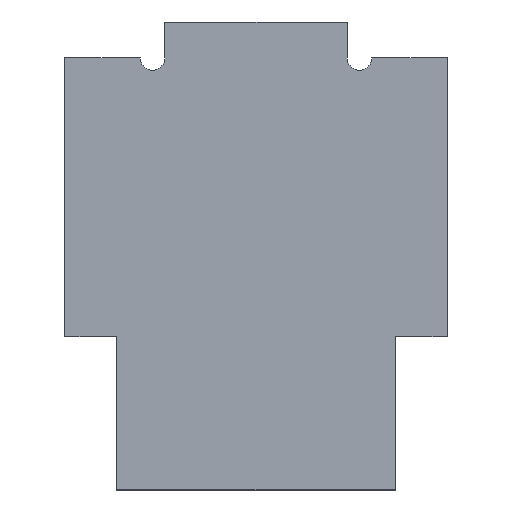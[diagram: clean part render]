
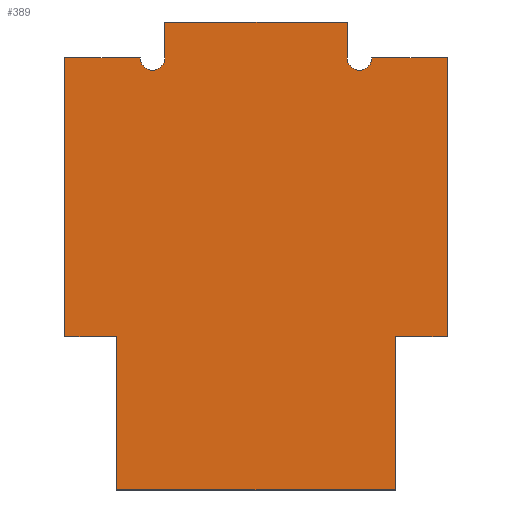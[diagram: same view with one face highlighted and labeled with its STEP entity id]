
A CAD part, top view. The second image highlights one B-rep face of the part: STEP entity #389.
In plain terms, the highlighted planar face has unit normal (0, 0, 1).
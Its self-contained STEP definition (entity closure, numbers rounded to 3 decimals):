
#3 = CARTESIAN_POINT ( 'NONE',  ( -13.08, 55., 0.41 ) ) ;
#8 = CARTESIAN_POINT ( 'NONE',  ( 0., 60.16, 0.41 ) ) ;
#13 = DIRECTION ( 'NONE',  ( 1., 0., 0. ) ) ;
#15 = VECTOR ( 'NONE', #13, 1000. ) ;
#17 = LINE ( 'NONE', #394, #90 ) ;
#18 = EDGE_CURVE ( 'NONE', #137, #147, #17, .T. ) ;
#22 = DIRECTION ( 'NONE',  ( 0., 0., 1. ) ) ;
#26 = CARTESIAN_POINT ( 'NONE',  ( 13.08, 55., 0.41 ) ) ;
#32 = DIRECTION ( 'NONE',  ( 0., 1., 0. ) ) ;
#36 = EDGE_CURVE ( 'NONE', #415, #157, #160, .T. ) ;
#39 = EDGE_CURVE ( 'NONE', #299, #313, #348, .T. ) ;
#41 = CARTESIAN_POINT ( 'NONE',  ( -27.45, 0., 0.41 ) ) ;
#49 = DIRECTION ( 'NONE',  ( 1., 0., 0. ) ) ;
#51 = EDGE_CURVE ( 'NONE', #449, #313, #283, .T. ) ;
#52 = CARTESIAN_POINT ( 'NONE',  ( 0., 55., 0.41 ) ) ;
#59 = DIRECTION ( 'NONE',  ( 1., 0., 0. ) ) ;
#71 = DIRECTION ( 'NONE',  ( 0., 1., 0. ) ) ;
#75 = CARTESIAN_POINT ( 'NONE',  ( 27.45, 15., 0.41 ) ) ;
#82 = EDGE_CURVE ( 'NONE', #271, #427, #305, .T. ) ;
#86 = CARTESIAN_POINT ( 'NONE',  ( 20., 0., 0.41 ) ) ;
#88 = ORIENTED_EDGE ( 'NONE', *, *, #153, .F. ) ;
#89 = DIRECTION ( 'NONE',  ( 1., 0., 0. ) ) ;
#90 = VECTOR ( 'NONE', #92, 1000. ) ;
#92 = DIRECTION ( 'NONE',  ( 1., 0., 0. ) ) ;
#99 = CARTESIAN_POINT ( 'NONE',  ( 0., -7.01, 0.41 ) ) ;
#108 = EDGE_CURVE ( 'NONE', #271, #415, #274, .T. ) ;
#112 = CARTESIAN_POINT ( 'NONE',  ( -20., 0., 0.41 ) ) ;
#113 = ORIENTED_EDGE ( 'NONE', *, *, #244, .F. ) ;
#115 = DIRECTION ( 'NONE',  ( 0., 1., 0. ) ) ;
#118 = DIRECTION ( 'NONE',  ( 1., 0., 0. ) ) ;
#123 = ORIENTED_EDGE ( 'NONE', *, *, #495, .T. ) ;
#129 = CARTESIAN_POINT ( 'NONE',  ( -20., -7.01, 0.41 ) ) ;
#137 = VERTEX_POINT ( 'NONE', #484 ) ;
#138 = CARTESIAN_POINT ( 'NONE',  ( -13.08, 60.16, 0.41 ) ) ;
#145 = ORIENTED_EDGE ( 'NONE', *, *, #353, .T. ) ;
#147 = VERTEX_POINT ( 'NONE', #152 ) ;
#148 = CARTESIAN_POINT ( 'NONE',  ( -27.45, 15., 0.41 ) ) ;
#152 = CARTESIAN_POINT ( 'NONE',  ( 27.45, 55., 0.41 ) ) ;
#153 = EDGE_CURVE ( 'NONE', #440, #449, #193, .T. ) ;
#157 = VERTEX_POINT ( 'NONE', #75 ) ;
#159 = CARTESIAN_POINT ( 'NONE',  ( -20., 15., 0.41 ) ) ;
#160 = LINE ( 'NONE', #226, #339 ) ;
#178 = VECTOR ( 'NONE', #187, 1000. ) ;
#187 = DIRECTION ( 'NONE',  ( 0., 1., 0. ) ) ;
#193 = LINE ( 'NONE', #285, #222 ) ;
#198 = EDGE_CURVE ( 'NONE', #534, #440, #328, .T. ) ;
#216 = VECTOR ( 'NONE', #115, 1000. ) ;
#222 = VECTOR ( 'NONE', #386, 1000. ) ;
#224 = DIRECTION ( 'NONE',  ( 0., 0., 1. ) ) ;
#226 = CARTESIAN_POINT ( 'NONE',  ( 0., 15., 0.41 ) ) ;
#229 = EDGE_CURVE ( 'NONE', #467, #534, #518, .T. ) ;
#231 = ORIENTED_EDGE ( 'NONE', *, *, #51, .F. ) ;
#232 = CARTESIAN_POINT ( 'NONE',  ( 20., -7.01, 0.41 ) ) ;
#237 = VERTEX_POINT ( 'NONE', #148 ) ;
#241 = CARTESIAN_POINT ( 'NONE',  ( -16.61, 55., 0.41 ) ) ;
#243 = CARTESIAN_POINT ( 'NONE',  ( -27.45, 55., 0.41 ) ) ;
#244 = EDGE_CURVE ( 'NONE', #427, #452, #523, .T. ) ;
#264 = CARTESIAN_POINT ( 'NONE',  ( 13.08, 0., 0.41 ) ) ;
#265 = CARTESIAN_POINT ( 'NONE',  ( 13.08, 60.16, 0.41 ) ) ;
#270 = DIRECTION ( 'NONE',  ( -1., 0., 0. ) ) ;
#271 = VERTEX_POINT ( 'NONE', #232 ) ;
#274 = LINE ( 'NONE', #86, #178 ) ;
#278 = CARTESIAN_POINT ( 'NONE',  ( 14.845, 55., 0.41 ) ) ;
#280 = AXIS2_PLACEMENT_3D ( 'NONE', #278, #224, #270 ) ;
#281 = CARTESIAN_POINT ( 'NONE',  ( 27.45, 0., 0.41 ) ) ;
#283 = LINE ( 'NONE', #8, #15 ) ;
#285 = CARTESIAN_POINT ( 'NONE',  ( -13.08, 0., 0.41 ) ) ;
#294 = ORIENTED_EDGE ( 'NONE', *, *, #229, .F. ) ;
#297 = DIRECTION ( 'NONE',  ( 0., 1., 0. ) ) ;
#299 = VERTEX_POINT ( 'NONE', #26 ) ;
#301 = AXIS2_PLACEMENT_3D ( 'NONE', #524, #571, #49 ) ;
#303 = VECTOR ( 'NONE', #437, 1000. ) ;
#304 = FACE_OUTER_BOUND ( 'NONE', #344, .T. ) ;
#305 = LINE ( 'NONE', #99, #303 ) ;
#307 = LINE ( 'NONE', #281, #537 ) ;
#313 = VERTEX_POINT ( 'NONE', #265 ) ;
#328 = CIRCLE ( 'NONE', #418, 1.765 ) ;
#335 = LINE ( 'NONE', #446, #504 ) ;
#339 = VECTOR ( 'NONE', #59, 1000. ) ;
#344 = EDGE_LOOP ( 'NONE', ( #492, #464, #409, #123, #431, #406, #490, #231, #88, #402, #294, #547, #145, #113 ) ) ;
#348 = LINE ( 'NONE', #264, #216 ) ;
#353 = EDGE_CURVE ( 'NONE', #237, #452, #335, .T. ) ;
#386 = DIRECTION ( 'NONE',  ( 0., 1., 0. ) ) ;
#389 = ADVANCED_FACE ( 'NONE', ( #304 ), #551, .T. ) ;
#394 = CARTESIAN_POINT ( 'NONE',  ( 0., 55., 0.41 ) ) ;
#399 = CIRCLE ( 'NONE', #280, 1.765 ) ;
#402 = ORIENTED_EDGE ( 'NONE', *, *, #198, .F. ) ;
#406 = ORIENTED_EDGE ( 'NONE', *, *, #472, .F. ) ;
#409 = ORIENTED_EDGE ( 'NONE', *, *, #36, .T. ) ;
#415 = VERTEX_POINT ( 'NONE', #488 ) ;
#418 = AXIS2_PLACEMENT_3D ( 'NONE', #544, #22, #118 ) ;
#427 = VERTEX_POINT ( 'NONE', #129 ) ;
#430 = VECTOR ( 'NONE', #89, 1000. ) ;
#431 = ORIENTED_EDGE ( 'NONE', *, *, #18, .F. ) ;
#437 = DIRECTION ( 'NONE',  ( -1., 0., 0. ) ) ;
#440 = VERTEX_POINT ( 'NONE', #3 ) ;
#445 = DIRECTION ( 'NONE',  ( 1., 0., 0. ) ) ;
#446 = CARTESIAN_POINT ( 'NONE',  ( 0., 15., 0.41 ) ) ;
#449 = VERTEX_POINT ( 'NONE', #138 ) ;
#452 = VERTEX_POINT ( 'NONE', #159 ) ;
#464 = ORIENTED_EDGE ( 'NONE', *, *, #108, .T. ) ;
#467 = VERTEX_POINT ( 'NONE', #243 ) ;
#469 = LINE ( 'NONE', #41, #474 ) ;
#472 = EDGE_CURVE ( 'NONE', #299, #137, #399, .T. ) ;
#474 = VECTOR ( 'NONE', #71, 1000. ) ;
#484 = CARTESIAN_POINT ( 'NONE',  ( 16.61, 55., 0.41 ) ) ;
#488 = CARTESIAN_POINT ( 'NONE',  ( 20., 15., 0.41 ) ) ;
#490 = ORIENTED_EDGE ( 'NONE', *, *, #39, .T. ) ;
#492 = ORIENTED_EDGE ( 'NONE', *, *, #82, .F. ) ;
#495 = EDGE_CURVE ( 'NONE', #157, #147, #307, .T. ) ;
#504 = VECTOR ( 'NONE', #445, 1000. ) ;
#518 = LINE ( 'NONE', #52, #430 ) ;
#523 = LINE ( 'NONE', #112, #527 ) ;
#524 = CARTESIAN_POINT ( 'NONE',  ( 0., 0., 0.41 ) ) ;
#527 = VECTOR ( 'NONE', #32, 1000. ) ;
#534 = VERTEX_POINT ( 'NONE', #241 ) ;
#537 = VECTOR ( 'NONE', #297, 1000. ) ;
#544 = CARTESIAN_POINT ( 'NONE',  ( -14.845, 55., 0.41 ) ) ;
#547 = ORIENTED_EDGE ( 'NONE', *, *, #560, .F. ) ;
#551 = PLANE ( 'NONE',  #301 ) ;
#560 = EDGE_CURVE ( 'NONE', #237, #467, #469, .T. ) ;
#571 = DIRECTION ( 'NONE',  ( 0., 0., 1. ) ) ;
